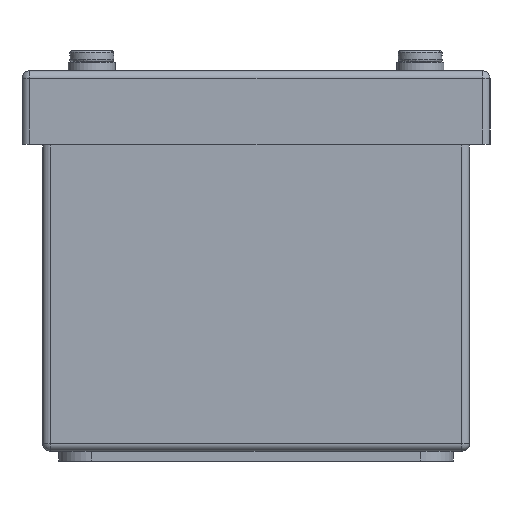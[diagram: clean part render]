
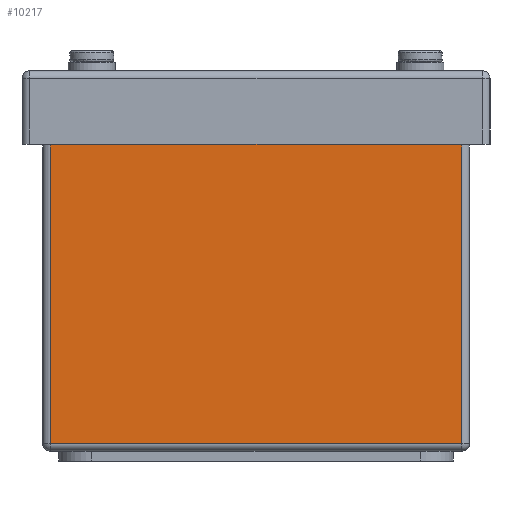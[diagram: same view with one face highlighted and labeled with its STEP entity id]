
A CAD part, left-side view. The second image highlights one B-rep face of the part: STEP entity #10217.
In plain terms, the highlighted planar face has unit normal (-1, 0, 0).
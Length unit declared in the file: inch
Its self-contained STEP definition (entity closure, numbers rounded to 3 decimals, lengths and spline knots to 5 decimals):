
#305 = DIRECTION ( 'NONE',  ( 0., 0., -1. ) ) ;
#326 = EDGE_CURVE ( 'NONE', #2909, #747, #3873, .T. ) ;
#522 = DIRECTION ( 'NONE',  ( 1., 0., 0. ) ) ;
#747 = VERTEX_POINT ( 'NONE', #6560 ) ;
#794 = DIRECTION ( 'NONE',  ( 0., 1., 0. ) ) ;
#1365 = ORIENTED_EDGE ( 'NONE', *, *, #12788, .F. ) ;
#2225 = EDGE_LOOP ( 'NONE', ( #1365, #3453, #7087, #10300 ) ) ;
#2787 = CARTESIAN_POINT ( 'NONE',  ( 0., 3.19, 2.69 ) ) ;
#2909 = VERTEX_POINT ( 'NONE', #11147 ) ;
#3184 = EDGE_CURVE ( 'NONE', #747, #4261, #12105, .T. ) ;
#3453 = ORIENTED_EDGE ( 'NONE', *, *, #326, .T. ) ;
#3679 = PLANE ( 'NONE',  #12047 ) ;
#3873 = LINE ( 'NONE', #2787, #4425 ) ;
#4057 = CARTESIAN_POINT ( 'NONE',  ( 0., 3.19, 0.06 ) ) ;
#4261 = VERTEX_POINT ( 'NONE', #9759 ) ;
#4425 = VECTOR ( 'NONE', #794, 39.37008 ) ;
#4949 = CARTESIAN_POINT ( 'NONE',  ( 0., 0.06, 0.06 ) ) ;
#5005 = DIRECTION ( 'NONE',  ( 0., 1., 0. ) ) ;
#5086 = CARTESIAN_POINT ( 'NONE',  ( 0., 3.19, 2.75 ) ) ;
#6275 = CARTESIAN_POINT ( 'NONE',  ( 0., 3.19, 2.75 ) ) ;
#6560 = CARTESIAN_POINT ( 'NONE',  ( 0., 3.19, 2.69 ) ) ;
#6864 = VECTOR ( 'NONE', #12320, 39.37008 ) ;
#7087 = ORIENTED_EDGE ( 'NONE', *, *, #3184, .T. ) ;
#7196 = VERTEX_POINT ( 'NONE', #4949 ) ;
#7578 = DIRECTION ( 'NONE',  ( 0., -1., 0. ) ) ;
#8169 = LINE ( 'NONE', #12477, #13319 ) ;
#8448 = FACE_OUTER_BOUND ( 'NONE', #2225, .T. ) ;
#9100 = EDGE_CURVE ( 'NONE', #4261, #7196, #11961, .T. ) ;
#9759 = CARTESIAN_POINT ( 'NONE',  ( 0., 3.19, 0.06 ) ) ;
#10217 = ADVANCED_FACE ( 'NONE', ( #8448 ), #3679, .F. ) ;
#10300 = ORIENTED_EDGE ( 'NONE', *, *, #9100, .T. ) ;
#11133 = VECTOR ( 'NONE', #7578, 39.37008 ) ;
#11147 = CARTESIAN_POINT ( 'NONE',  ( 0., 0.06, 2.69 ) ) ;
#11961 = LINE ( 'NONE', #4057, #11133 ) ;
#12047 = AXIS2_PLACEMENT_3D ( 'NONE', #5086, #522, #5005 ) ;
#12105 = LINE ( 'NONE', #6275, #6864 ) ;
#12320 = DIRECTION ( 'NONE',  ( 0., 0., -1. ) ) ;
#12477 = CARTESIAN_POINT ( 'NONE',  ( 0., 0.06, 2.75 ) ) ;
#12788 = EDGE_CURVE ( 'NONE', #2909, #7196, #8169, .T. ) ;
#13319 = VECTOR ( 'NONE', #305, 39.37008 ) ;
